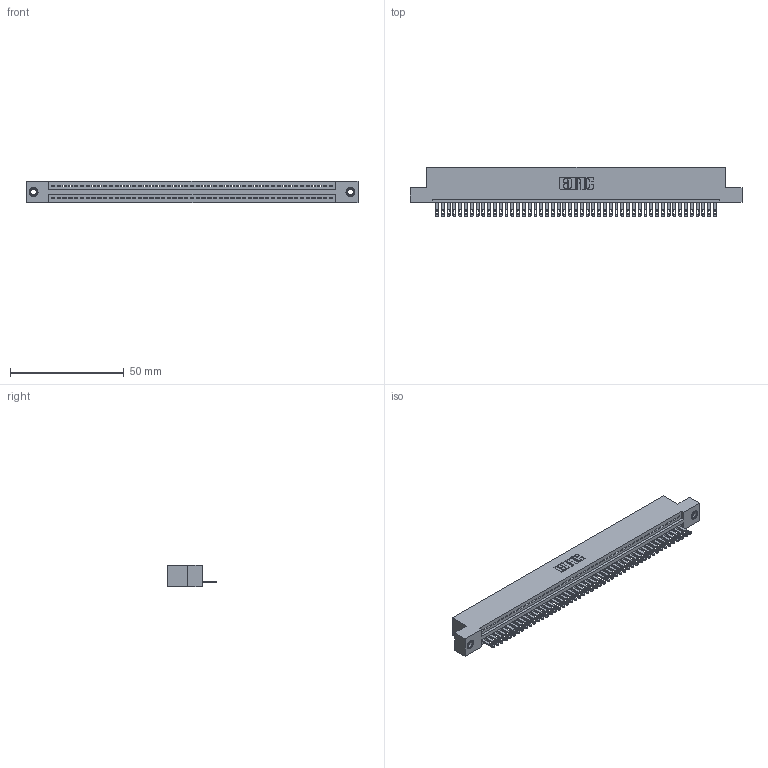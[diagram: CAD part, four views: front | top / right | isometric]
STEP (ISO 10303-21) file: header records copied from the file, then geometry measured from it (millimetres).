
FILE_DESCRIPTION (( 'STEP AP203' ), '1' );
FILE_NAME ('895-049-500-107.STEP', '2020-09-27T07:55:31', ( '' ), ( '' ), 'SwSTEP 2.0', 'SolidWorks 2020', '' );
FILE_SCHEMA (( 'CONFIG_CONTROL_DESIGN' ));
Length unit declared in the file: inch
Products named in the file (4): 895-049-500-107; 345-292-001_345-293-100; 845 Part_Flush Mounting Lugs - 0.156 Dia-TI; 345-250-001_345-250-005-103
Assembly tree (52 placements, depth 2):
  895-049-500-107
    845 Part_Flush Mounting Lugs - 0.156 Dia-TI
    345-292-001_345-293-100  x49
    345-250-001_345-250-005-103  x2
Bounding box: 145.67 x 21.51 x 9.4 mm (x, y, z)
Volume: 13909.9 mm3; surface area: 18722.8 mm2
Topology: 52 solids, 52 shells, 2832 faces, 8709 edges, 5798 vertices
Faces by surface type: plane 1778, cylinder 1038, cone 12, torus 4
Entity records: 37052 total; most frequent: CARTESIAN_POINT 6398, ORIENTED_EDGE 6374, DIRECTION 5607, EDGE_CURVE 3187, VECTOR 2835, LINE 2835, VERTEX_POINT 2120, AXIS2_PLACEMENT_3D 1386
